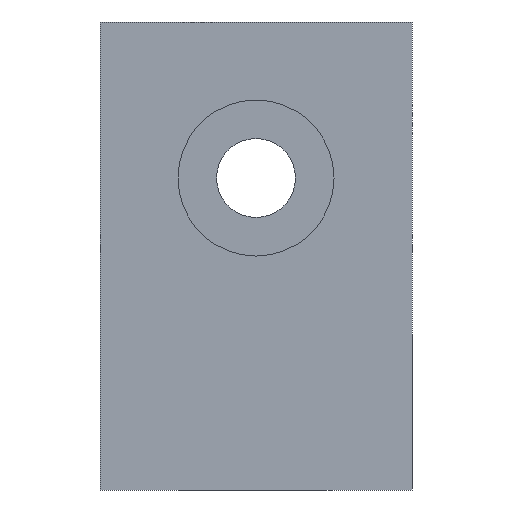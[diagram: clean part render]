
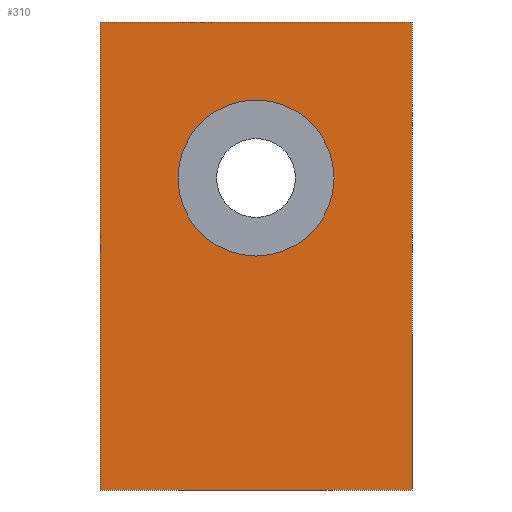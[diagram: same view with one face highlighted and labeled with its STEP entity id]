
A CAD part, front view. The second image highlights one B-rep face of the part: STEP entity #310.
In plain terms, the highlighted planar face has unit normal (0, -1, 0).
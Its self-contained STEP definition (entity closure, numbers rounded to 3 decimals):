
#22=FACE_BOUND('',#72,.T.);
#32=PLANE('',#353);
#49=FACE_OUTER_BOUND('',#71,.T.);
#71=EDGE_LOOP('',(#250,#251,#252,#253));
#72=EDGE_LOOP('',(#254));
#93=LINE('',#491,#120);
#100=LINE('',#509,#127);
#101=LINE('',#510,#128);
#102=LINE('',#511,#129);
#120=VECTOR('',#402,10.);
#127=VECTOR('',#419,10.);
#128=VECTOR('',#420,10.);
#129=VECTOR('',#421,10.);
#145=CIRCLE('',#347,2.5);
#161=VERTEX_POINT('',#485);
#162=VERTEX_POINT('',#489);
#163=VERTEX_POINT('',#490);
#168=VERTEX_POINT('',#507);
#169=VERTEX_POINT('',#508);
#190=EDGE_CURVE('',#161,#161,#145,.T.);
#191=EDGE_CURVE('',#162,#163,#93,.T.);
#200=EDGE_CURVE('',#168,#169,#100,.T.);
#201=EDGE_CURVE('',#169,#162,#101,.T.);
#202=EDGE_CURVE('',#168,#163,#102,.T.);
#250=ORIENTED_EDGE('',*,*,#200,.T.);
#251=ORIENTED_EDGE('',*,*,#201,.T.);
#252=ORIENTED_EDGE('',*,*,#191,.T.);
#253=ORIENTED_EDGE('',*,*,#202,.F.);
#254=ORIENTED_EDGE('',*,*,#190,.T.);
#310=ADVANCED_FACE('',(#49,#22),#32,.T.);
#347=AXIS2_PLACEMENT_3D('',#487,#398,#399);
#353=AXIS2_PLACEMENT_3D('',#506,#417,#418);
#398=DIRECTION('center_axis',(0.,1.,0.));
#399=DIRECTION('ref_axis',(1.,0.,0.));
#402=DIRECTION('',(-1.,0.,0.));
#417=DIRECTION('center_axis',(0.,-1.,0.));
#418=DIRECTION('ref_axis',(1.,0.,0.));
#419=DIRECTION('',(1.,0.,0.));
#420=DIRECTION('',(0.,0.,1.));
#421=DIRECTION('',(0.,0.,1.));
#485=CARTESIAN_POINT('',(-2.5,-10.,10.));
#487=CARTESIAN_POINT('Origin',(0.,-10.,10.));
#489=CARTESIAN_POINT('',(5.,-10.,15.));
#490=CARTESIAN_POINT('',(-5.,-10.,15.));
#491=CARTESIAN_POINT('',(5.,-10.,15.));
#506=CARTESIAN_POINT('Origin',(-5.,-10.,0.));
#507=CARTESIAN_POINT('',(-5.,-10.,0.));
#508=CARTESIAN_POINT('',(5.,-10.,0.));
#509=CARTESIAN_POINT('',(-5.,-10.,0.));
#510=CARTESIAN_POINT('',(5.,-10.,0.));
#511=CARTESIAN_POINT('',(-5.,-10.,0.));
